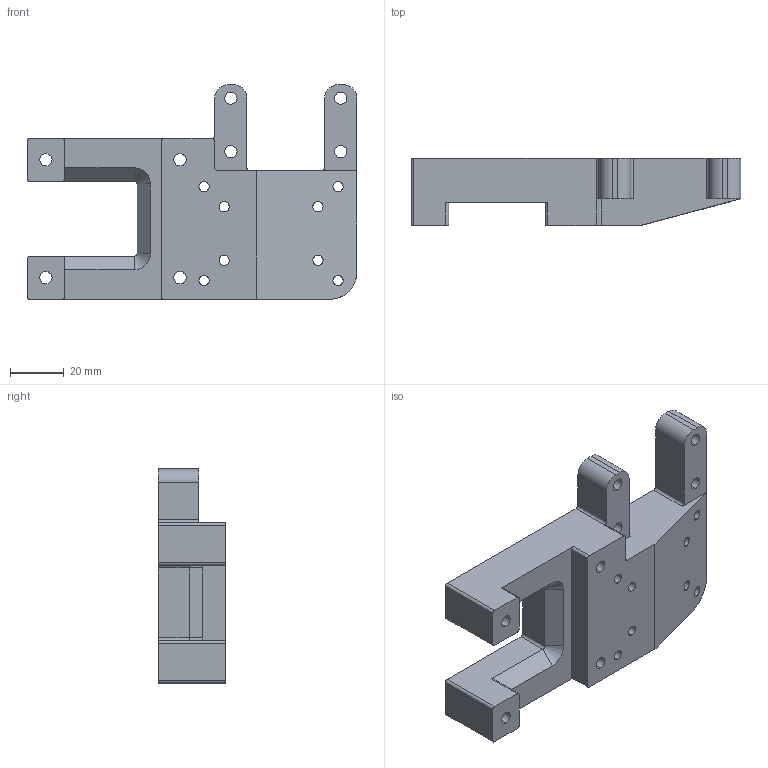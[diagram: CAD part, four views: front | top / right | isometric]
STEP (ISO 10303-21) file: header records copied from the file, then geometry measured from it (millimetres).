
FILE_DESCRIPTION (( 'STEP AP214' ), '1' );
FILE_NAME ('frame_mounting_bracket_mirror.STEP', '2024-04-12T10:53:08', ( '' ), ( '' ), 'SwSTEP 2.0', 'SolidWorks 2020', '' );
FILE_SCHEMA (( 'AUTOMOTIVE_DESIGN' ));
Length unit declared in the file: millimetre
Products named in the file (1): frame_mounting_bracket_mirror
Bounding box: 123 x 25 x 80 mm (x, y, z)
Volume: 121337.8 mm3; surface area: 28300.9 mm2
Topology: 1 solids, 1 shells, 113 faces, 299 edges, 192 vertices
Faces by surface type: cylinder 62, plane 33, cone 18
Entity records: 3626 total; most frequent: DIRECTION 647, CARTESIAN_POINT 638, ORIENTED_EDGE 598, EDGE_CURVE 299, AXIS2_PLACEMENT_3D 245, VERTEX_POINT 192, LINE 157, VECTOR 157
